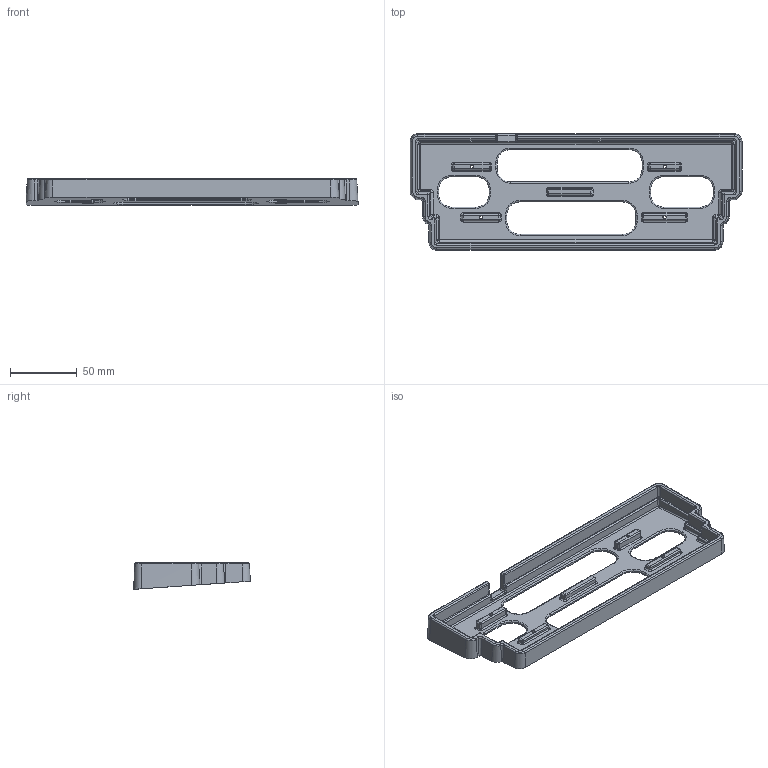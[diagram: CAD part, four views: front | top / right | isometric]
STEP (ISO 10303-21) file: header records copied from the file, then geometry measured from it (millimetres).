
FILE_DESCRIPTION(('FreeCAD Model'),'2;1');
FILE_NAME('Open CASCADE Shape Model','2024-03-08T11:50:44',(''),(''), 'Open CASCADE STEP processor 7.6','FreeCAD','Unknown');
FILE_SCHEMA(('AUTOMOTIVE_DESIGN { 1 0 10303 214 1 1 1 1 }'));
Length unit declared in the file: millimetre
Products named in the file (1): Body
Bounding box: 249.5 x 87.79 x 20.07 mm (x, y, z)
Volume: 79253.5 mm3; surface area: 49853.7 mm2
Topology: 1 solids, 1 shells, 396 faces, 935 edges, 508 vertices
Faces by surface type: cylinder 177, plane 77, bspline 76, torus 32, sphere 30, revolution 4
Full cylindrical faces by diameter (mm): 2.42 x4
Entity records: 29685 total; most frequent: CARTESIAN_POINT 12031, DIRECTION 3247, LINE 1889, VECTOR 1889, ORIENTED_EDGE 1794, PCURVE 1794, DEFINITIONAL_REPRESENTATION 1794, EDGE_CURVE 897
